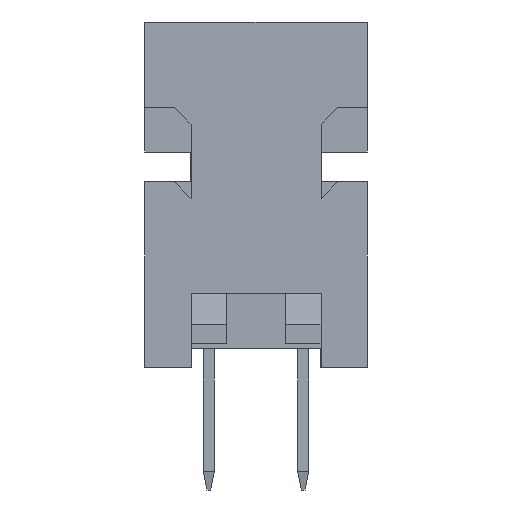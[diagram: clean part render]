
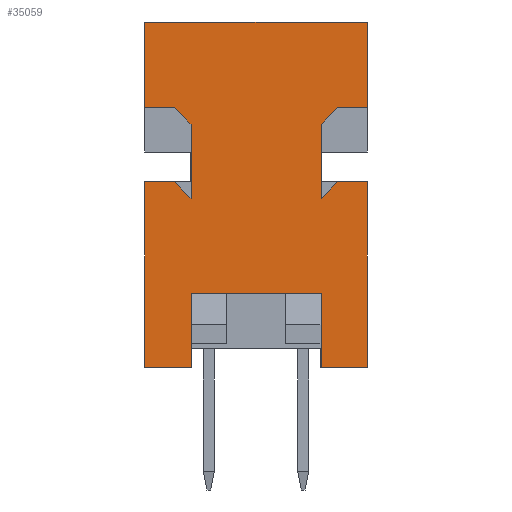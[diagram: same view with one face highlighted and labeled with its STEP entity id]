
A CAD part, front view. The second image highlights one B-rep face of the part: STEP entity #35059.
In plain terms, the highlighted face is planar.
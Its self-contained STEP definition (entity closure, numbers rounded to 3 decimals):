
#1028=ORIENTED_EDGE('',*,*,#8192,.F.);
#1029=ORIENTED_EDGE('',*,*,#8090,.F.);
#1030=ORIENTED_EDGE('',*,*,#8193,.T.);
#1031=ORIENTED_EDGE('',*,*,#8194,.F.);
#1032=ORIENTED_EDGE('',*,*,#8195,.T.);
#1033=ORIENTED_EDGE('',*,*,#8196,.F.);
#1034=ORIENTED_EDGE('',*,*,#8197,.F.);
#1035=ORIENTED_EDGE('',*,*,#8198,.T.);
#1036=ORIENTED_EDGE('',*,*,#8199,.T.);
#1037=ORIENTED_EDGE('',*,*,#8200,.F.);
#1038=ORIENTED_EDGE('',*,*,#8201,.F.);
#1039=ORIENTED_EDGE('',*,*,#8086,.F.);
#1040=ORIENTED_EDGE('',*,*,#8202,.F.);
#1041=ORIENTED_EDGE('',*,*,#8184,.T.);
#1042=ORIENTED_EDGE('',*,*,#8189,.T.);
#1043=ORIENTED_EDGE('',*,*,#8203,.T.);
#1044=ORIENTED_EDGE('',*,*,#8204,.T.);
#1045=ORIENTED_EDGE('',*,*,#8162,.F.);
#1046=ORIENTED_EDGE('',*,*,#8190,.T.);
#1047=ORIENTED_EDGE('',*,*,#8178,.F.);
#8086=EDGE_CURVE('',#11655,#11656,#14089,.T.);
#8090=EDGE_CURVE('',#11657,#11658,#14093,.T.);
#8162=EDGE_CURVE('',#11706,#11707,#14165,.T.);
#8178=EDGE_CURVE('',#11718,#11719,#14181,.T.);
#8184=EDGE_CURVE('',#11724,#11723,#14187,.T.);
#8189=EDGE_CURVE('',#11723,#11726,#14192,.T.);
#8190=EDGE_CURVE('',#11706,#11719,#14193,.T.);
#8192=EDGE_CURVE('',#11658,#11718,#14195,.T.);
#8193=EDGE_CURVE('',#11657,#11727,#14196,.T.);
#8194=EDGE_CURVE('',#11728,#11727,#14197,.T.);
#8195=EDGE_CURVE('',#11728,#11729,#14198,.T.);
#8196=EDGE_CURVE('',#11730,#11729,#14199,.T.);
#8197=EDGE_CURVE('',#11731,#11730,#14200,.T.);
#8198=EDGE_CURVE('',#11731,#11732,#14201,.T.);
#8199=EDGE_CURVE('',#11732,#11733,#14202,.T.);
#8200=EDGE_CURVE('',#11734,#11733,#14203,.T.);
#8201=EDGE_CURVE('',#11656,#11734,#14204,.T.);
#8202=EDGE_CURVE('',#11724,#11655,#14205,.T.);
#8203=EDGE_CURVE('',#11726,#11735,#14206,.T.);
#8204=EDGE_CURVE('',#11735,#11707,#14207,.T.);
#11655=VERTEX_POINT('',#45644);
#11656=VERTEX_POINT('',#45645);
#11657=VERTEX_POINT('',#45650);
#11658=VERTEX_POINT('',#45652);
#11706=VERTEX_POINT('',#45798);
#11707=VERTEX_POINT('',#45800);
#11718=VERTEX_POINT('',#45829);
#11719=VERTEX_POINT('',#45831);
#11723=VERTEX_POINT('',#45841);
#11724=VERTEX_POINT('',#45843);
#11726=VERTEX_POINT('',#45850);
#11727=VERTEX_POINT('',#45858);
#11728=VERTEX_POINT('',#45860);
#11729=VERTEX_POINT('',#45862);
#11730=VERTEX_POINT('',#45864);
#11731=VERTEX_POINT('',#45866);
#11732=VERTEX_POINT('',#45868);
#11733=VERTEX_POINT('',#45870);
#11734=VERTEX_POINT('',#45872);
#11735=VERTEX_POINT('',#45876);
#14089=LINE('',#45643,#17582);
#14093=LINE('',#45651,#17586);
#14165=LINE('',#45799,#17658);
#14181=LINE('',#45830,#17674);
#14187=LINE('',#45842,#17680);
#14192=LINE('',#45851,#17685);
#14193=LINE('',#45853,#17686);
#14195=LINE('',#45856,#17688);
#14196=LINE('',#45857,#17689);
#14197=LINE('',#45859,#17690);
#14198=LINE('',#45861,#17691);
#14199=LINE('',#45863,#17692);
#14200=LINE('',#45865,#17693);
#14201=LINE('',#45867,#17694);
#14202=LINE('',#45869,#17695);
#14203=LINE('',#45871,#17696);
#14204=LINE('',#45873,#17697);
#14205=LINE('',#45874,#17698);
#14206=LINE('',#45875,#17699);
#14207=LINE('',#45877,#17700);
#17582=VECTOR('',#38641,1000.);
#17586=VECTOR('',#38647,1000.);
#17658=VECTOR('',#38773,1000.);
#17674=VECTOR('',#38795,1000.);
#17680=VECTOR('',#38803,1000.);
#17685=VECTOR('',#38810,1000.);
#17686=VECTOR('',#38813,1000.);
#17688=VECTOR('',#38817,1000.);
#17689=VECTOR('',#38818,1000.);
#17690=VECTOR('',#38819,1000.);
#17691=VECTOR('',#38820,1000.);
#17692=VECTOR('',#38821,1000.);
#17693=VECTOR('',#38822,1000.);
#17694=VECTOR('',#38823,1000.);
#17695=VECTOR('',#38824,1000.);
#17696=VECTOR('',#38825,1000.);
#17697=VECTOR('',#38826,1000.);
#17698=VECTOR('',#38827,1000.);
#17699=VECTOR('',#38828,1000.);
#17700=VECTOR('',#38829,1000.);
#20721=EDGE_LOOP('',(#1028,#1029,#1030,#1031,#1032,#1033,#1034,#1035,#1036,
#1037,#1038,#1039,#1040,#1041,#1042,#1043,#1044,#1045,#1046,#1047));
#22264=FACE_BOUND('',#20721,.T.);
#23767=PLANE('',#36487);
#35059=ADVANCED_FACE('',(#22264),#23767,.T.);
#36487=AXIS2_PLACEMENT_3D('',#45855,#38815,#38816);
#38641=DIRECTION('',(0.,0.707,-0.707));
#38647=DIRECTION('',(0.,0.707,0.707));
#38773=DIRECTION('',(0.,0.,1.));
#38795=DIRECTION('',(0.,0.,-1.));
#38803=DIRECTION('',(0.,0.,-1.));
#38810=DIRECTION('',(0.,1.,0.));
#38813=DIRECTION('',(0.,1.,0.));
#38815=DIRECTION('',(1.,0.,0.));
#38816=DIRECTION('',(0.,0.,-1.));
#38817=DIRECTION('',(0.,1.,0.));
#38818=DIRECTION('',(0.,0.,1.));
#38819=DIRECTION('',(0.,-0.707,-0.707));
#38820=DIRECTION('',(0.,1.,0.));
#38821=DIRECTION('',(0.,0.,-1.));
#38822=DIRECTION('',(0.,1.,0.));
#38823=DIRECTION('',(0.,0.,-1.));
#38824=DIRECTION('',(0.,1.,0.));
#38825=DIRECTION('',(0.,-0.707,0.707));
#38826=DIRECTION('',(0.,0.,1.));
#38827=DIRECTION('',(0.,1.,0.));
#38828=DIRECTION('',(0.,0.,1.));
#38829=DIRECTION('',(0.,1.,0.));
#45643=CARTESIAN_POINT('',(28.125,-2.6,2.9));
#45644=CARTESIAN_POINT('',(28.125,-2.2,2.5));
#45645=CARTESIAN_POINT('',(28.125,-1.75,2.05));
#45650=CARTESIAN_POINT('',(28.125,1.75,2.05));
#45651=CARTESIAN_POINT('',(28.125,-0.4,-0.1));
#45652=CARTESIAN_POINT('',(28.125,2.2,2.5));
#45798=CARTESIAN_POINT('',(28.125,1.75,-2.5));
#45799=CARTESIAN_POINT('',(28.125,1.75,-3.57));
#45800=CARTESIAN_POINT('',(28.125,1.75,-0.5));
#45829=CARTESIAN_POINT('',(28.125,3.,2.5));
#45830=CARTESIAN_POINT('',(28.125,3.,2.5));
#45831=CARTESIAN_POINT('',(28.125,3.,-2.5));
#45841=CARTESIAN_POINT('',(28.125,-3.,-2.5));
#45842=CARTESIAN_POINT('',(28.125,-3.,2.5));
#45843=CARTESIAN_POINT('',(28.125,-3.,2.5));
#45850=CARTESIAN_POINT('',(28.125,-1.75,-2.5));
#45851=CARTESIAN_POINT('',(28.125,-3.,-2.5));
#45853=CARTESIAN_POINT('',(28.125,-3.,-2.5));
#45855=CARTESIAN_POINT('',(28.125,-3.,2.5));
#45856=CARTESIAN_POINT('',(28.125,-3.,2.5));
#45857=CARTESIAN_POINT('',(28.125,1.75,-0.5));
#45858=CARTESIAN_POINT('',(28.125,1.75,4.05));
#45859=CARTESIAN_POINT('',(28.125,2.2,4.5));
#45860=CARTESIAN_POINT('',(28.125,2.2,4.5));
#45861=CARTESIAN_POINT('',(28.125,-3.,4.5));
#45862=CARTESIAN_POINT('',(28.125,3.,4.5));
#45863=CARTESIAN_POINT('',(28.125,3.,6.8));
#45864=CARTESIAN_POINT('',(28.125,3.,6.8));
#45865=CARTESIAN_POINT('',(28.125,-3.,6.8));
#45866=CARTESIAN_POINT('',(28.125,-3.,6.8));
#45867=CARTESIAN_POINT('',(28.125,-3.,6.8));
#45868=CARTESIAN_POINT('',(28.125,-3.,4.5));
#45869=CARTESIAN_POINT('',(28.125,-3.,4.5));
#45870=CARTESIAN_POINT('',(28.125,-2.2,4.5));
#45871=CARTESIAN_POINT('',(28.125,-2.2,4.5));
#45872=CARTESIAN_POINT('',(28.125,-1.75,4.05));
#45873=CARTESIAN_POINT('',(28.125,-1.75,-0.5));
#45874=CARTESIAN_POINT('',(28.125,-3.,2.5));
#45875=CARTESIAN_POINT('',(28.125,-1.75,-3.57));
#45876=CARTESIAN_POINT('',(28.125,-1.75,-0.5));
#45877=CARTESIAN_POINT('',(28.125,-1.75,-0.5));
